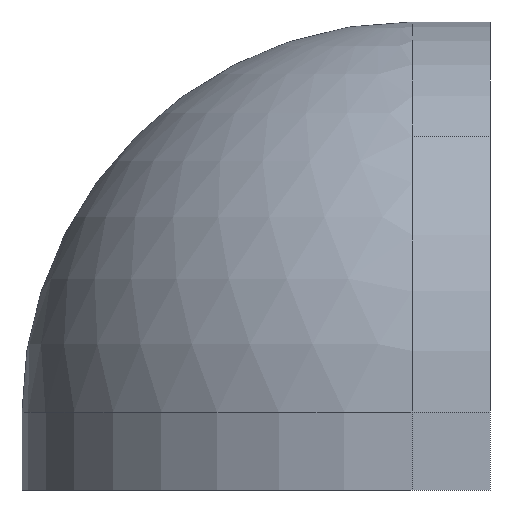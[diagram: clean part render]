
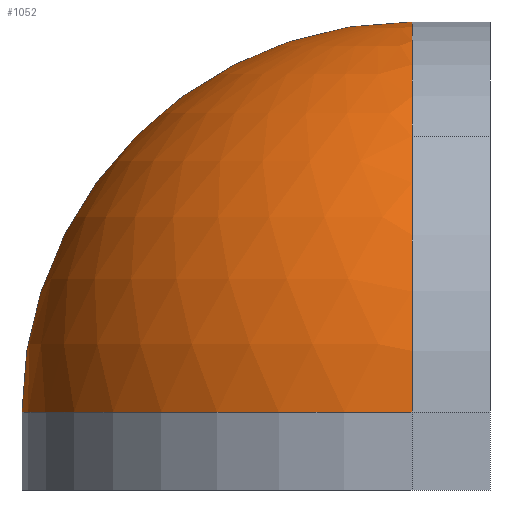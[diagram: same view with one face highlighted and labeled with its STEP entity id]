
A CAD part, front view. The second image highlights one B-rep face of the part: STEP entity #1052.
In plain terms, the highlighted spherical face has radius 37.5 mm.
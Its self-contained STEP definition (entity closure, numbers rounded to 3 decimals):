
#445=SPHERICAL_SURFACE('',#1017,37.5);
#451=CIRCLE('',#1000,37.5);
#452=CIRCLE('',#1002,37.5);
#458=CIRCLE('',#1016,37.5);
#459=CIRCLE('',#1018,37.5);
#460=CIRCLE('',#1019,37.5);
#604=ORIENTED_EDGE('',*,*,#688,.F.);
#605=ORIENTED_EDGE('',*,*,#690,.F.);
#606=ORIENTED_EDGE('',*,*,#709,.F.);
#607=ORIENTED_EDGE('',*,*,#710,.F.);
#608=ORIENTED_EDGE('',*,*,#707,.F.);
#647=VERTEX_POINT('',#927);
#649=VERTEX_POINT('',#933);
#650=VERTEX_POINT('',#937);
#660=VERTEX_POINT('',#973);
#661=VERTEX_POINT('',#977);
#688=EDGE_CURVE('',#649,#647,#451,.T.);
#690=EDGE_CURVE('',#650,#649,#452,.T.);
#707=EDGE_CURVE('',#647,#660,#458,.T.);
#709=EDGE_CURVE('',#661,#650,#459,.T.);
#710=EDGE_CURVE('',#660,#661,#460,.T.);
#729=EDGE_LOOP('',(#604,#605,#606,#607,#608));
#750=FACE_BOUND('',#729,.T.);
#795=DIRECTION('',(1.,0.,0.));
#796=DIRECTION('',(0.,-26.517,26.517));
#800=DIRECTION('',(1.,0.,0.));
#801=DIRECTION('',(0.,0.,37.5));
#839=DIRECTION('',(0.,0.,-1.));
#840=DIRECTION('',(0.,-37.5,0.));
#842=DIRECTION('',(0.,0.,1.));
#843=DIRECTION('',(1.,0.,0.));
#844=DIRECTION('',(0.,1.,0.));
#845=DIRECTION('',(-26.517,0.,26.517));
#846=DIRECTION('',(0.,1.,0.));
#847=DIRECTION('',(-37.5,0.,0.));
#927=CARTESIAN_POINT('',(-7.5,-22.5,-15.));
#933=CARTESIAN_POINT('',(-7.5,-11.517,11.517));
#935=CARTESIAN_POINT('',(-7.5,15.,-15.));
#937=CARTESIAN_POINT('',(-7.5,15.,22.5));
#939=CARTESIAN_POINT('',(-7.5,15.,-15.));
#973=CARTESIAN_POINT('',(-45.,15.,-15.));
#974=CARTESIAN_POINT('',(-7.5,15.,-15.));
#976=CARTESIAN_POINT('',(-7.5,15.,-15.));
#977=CARTESIAN_POINT('',(-34.017,15.,11.517));
#978=CARTESIAN_POINT('',(-7.5,15.,-15.));
#979=CARTESIAN_POINT('',(-7.5,15.,-15.));
#1000=AXIS2_PLACEMENT_3D('',#935,#795,#796);
#1002=AXIS2_PLACEMENT_3D('',#939,#800,#801);
#1016=AXIS2_PLACEMENT_3D('',#974,#839,#840);
#1017=AXIS2_PLACEMENT_3D('',#976,#842,#843);
#1018=AXIS2_PLACEMENT_3D('',#978,#844,#845);
#1019=AXIS2_PLACEMENT_3D('',#979,#846,#847);
#1052=ADVANCED_FACE('',(#750),#445,.T.);
